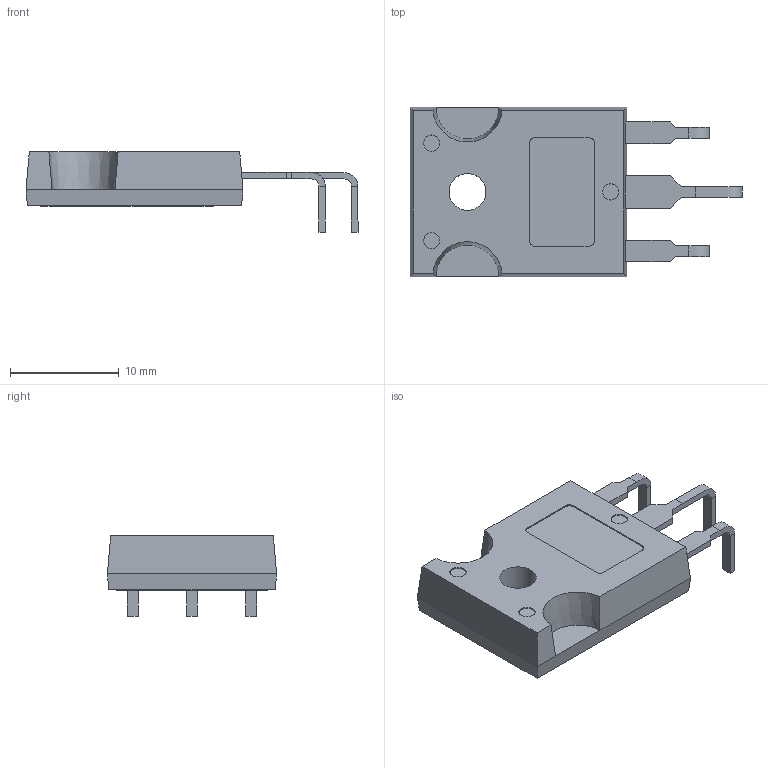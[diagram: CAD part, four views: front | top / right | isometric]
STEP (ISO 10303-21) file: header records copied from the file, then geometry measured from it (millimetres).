
FILE_DESCRIPTION (( 'STEP AP214' ), '1' );
FILE_NAME ('TO-247_horizontal_face_triangle_mid.STEP', '2022-10-21T07:22:29', ( '' ), ( '' ), 'SwSTEP 2.0', 'SolidWorks 2022', '' );
FILE_SCHEMA (( 'AUTOMOTIVE_DESIGN' ));
Length unit declared in the file: millimetre
Products named in the file (1): TO-247_horizontal_face_triangle_mid
Bounding box: 30.6 x 15.6 x 7.4 mm (x, y, z)
Volume: 1396 mm3; surface area: 1166.7 mm2
Topology: 1 solids, 1 shells, 107 faces, 280 edges, 184 vertices
Faces by surface type: plane 83, cone 12, cylinder 6, bspline 6
Entity records: 3903 total; most frequent: CARTESIAN_POINT 798, ORIENTED_EDGE 560, DIRECTION 528, EDGE_CURVE 280, VECTOR 228, LINE 228, VERTEX_POINT 184, AXIS2_PLACEMENT_3D 150
